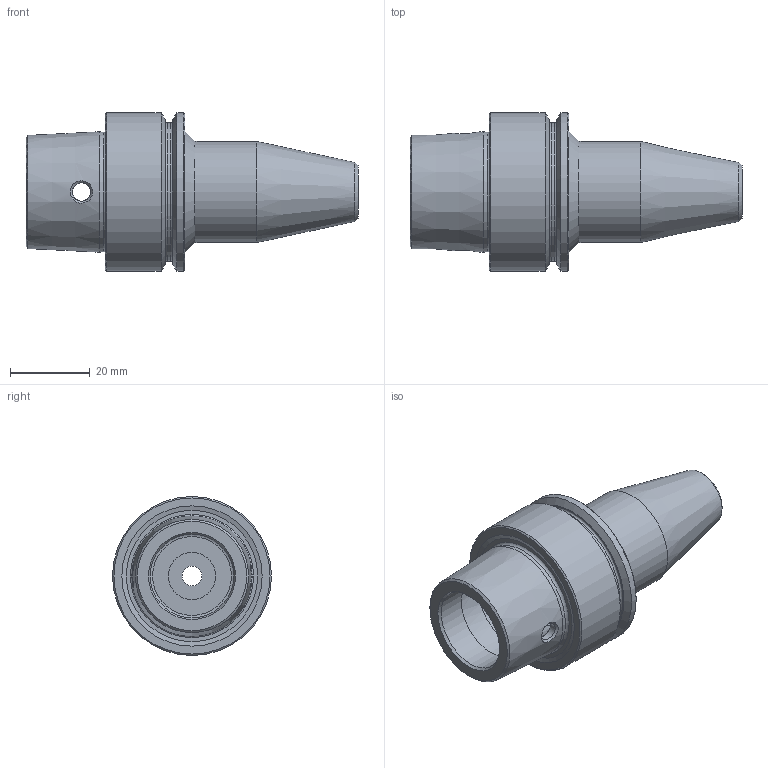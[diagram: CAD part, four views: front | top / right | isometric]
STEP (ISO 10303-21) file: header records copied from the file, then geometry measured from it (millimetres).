
FILE_DESCRIPTION(/* description */ (''),/* implementation_level */ '2;1');
FILE_NAME(/* name */ 'HSK40E SF.250-2.5.step',/* time_stamp */ '2025-04-28T15:48:12-05:00',/* author */ (''),/* organization */ (''),/* preprocessor_version */ 'ST-DEVELOPER v20.1',/* originating_system */ 'Autodesk Translation Framework v14.4.0.0',/* authorisation */ '');
FILE_SCHEMA (('AUTOMOTIVE_DESIGN { 1 0 10303 214 3 1 1 }'));
Length unit declared in the file: inch
Products named in the file (1): HSK40E
Bounding box: 83.44 x 39.95 x 39.95 mm (x, y, z)
Volume: 41111.6 mm3; surface area: 13091.4 mm2
Topology: 1 solids, 1 shells, 46 faces, 101 edges, 63 vertices
Faces by surface type: cone 16, cylinder 13, plane 10, torus 5, bspline 2
Full cylindrical faces by diameter (mm): 4.597 x2, 5.004 x1, 6.35 x1, 7.874 x1, 11.9 x1, 21.006 x2, 25.4 x1, 25.502 x1, 34.798 x1, 39.954 x2
Entity records: 1916 total; most frequent: CARTESIAN_POINT 804, DIRECTION 231, ORIENTED_EDGE 202, EDGE_CURVE 101, AXIS2_PLACEMENT_3D 101, VERTEX_POINT 63, EDGE_LOOP 58, CIRCLE 56
